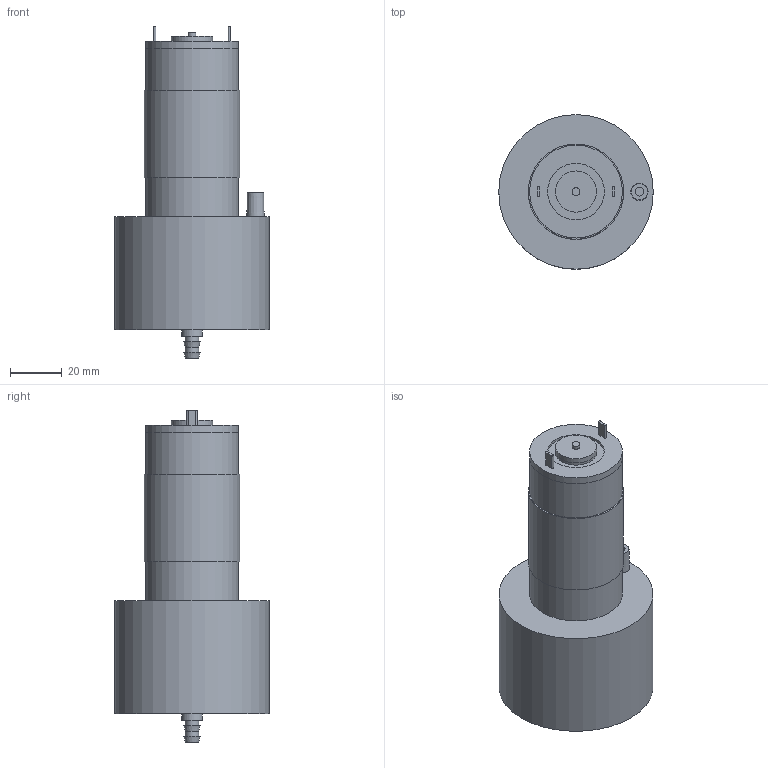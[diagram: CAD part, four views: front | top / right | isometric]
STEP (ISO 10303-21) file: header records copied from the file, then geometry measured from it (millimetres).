
FILE_DESCRIPTION(/* description */ (''),/* implementation_level */ '2;1');
FILE_NAME(/* name */ '35ea65b6-9435-4fa7-8453-8d92c48a5977.stp',/* time_stamp */ '2018-10-06T01:54:29+00:00',/* author */ (''),/* organization */ (''),/* preprocessor_version */ 'ST-DEVELOPER v17.2',/* originating_system */ 'Autodesk Translation Framework v7.6.0.251',/* authorisation */ '');
FILE_SCHEMA (('AUTOMOTIVE_DESIGN { 1 0 10303 214 3 1 1 }'));
Length unit declared in the file: millimetre
Products named in the file (1): Air Pump 12V 13L per Min
Bounding box: 60 x 60 x 128.9 mm (x, y, z)
Volume: 196278.8 mm3; surface area: 35174.3 mm2
Topology: 10 solids, 10 shells, 50 faces, 87 edges, 62 vertices
Faces by surface type: plane 29, cylinder 18, cone 3
Full cylindrical faces by diameter (mm): 3.1 x1, 3.4 x1, 3.8 x1, 5.25 x2, 7.9 x1, 16 x2, 22 x1, 36 x3, 37 x1, 60 x1
Entity records: 1291 total; most frequent: DIRECTION 243, CARTESIAN_POINT 200, ORIENTED_EDGE 174, AXIS2_PLACEMENT_3D 105, EDGE_CURVE 87, VERTEX_POINT 62, EDGE_LOOP 61, CIRCLE 54
